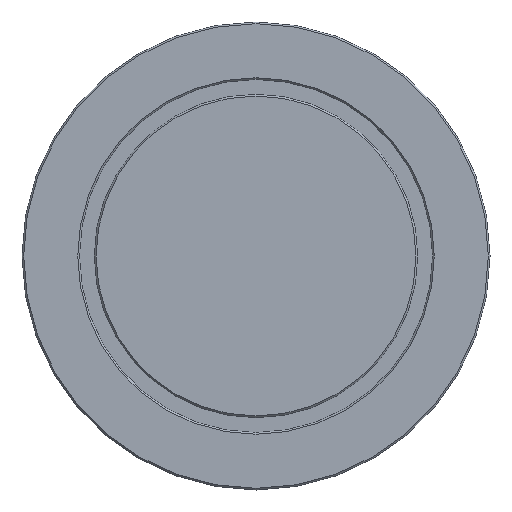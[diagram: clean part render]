
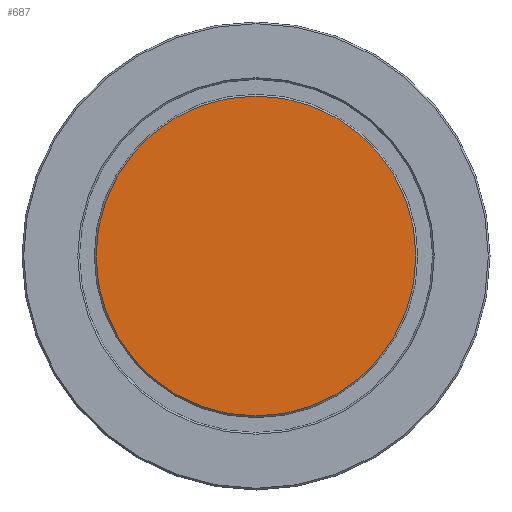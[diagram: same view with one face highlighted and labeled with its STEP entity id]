
A CAD part, front view. The second image highlights one B-rep face of the part: STEP entity #687.
In plain terms, the highlighted planar face has unit normal (0, -1, 0).
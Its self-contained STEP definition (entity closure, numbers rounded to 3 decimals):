
#28 = EDGE_CURVE ( 'NONE', #619, #790, #44, .T. ) ;
#44 = CIRCLE ( 'NONE', #727, 37.6 ) ;
#129 = AXIS2_PLACEMENT_3D ( 'NONE', #510, #752, #827 ) ;
#153 = DIRECTION ( 'NONE',  ( 0., -1., 0. ) ) ;
#228 = CARTESIAN_POINT ( 'NONE',  ( 0., 0., 0. ) ) ;
#331 = CARTESIAN_POINT ( 'NONE',  ( 0., 0., 37.6 ) ) ;
#344 = ORIENTED_EDGE ( 'NONE', *, *, #909, .T. ) ;
#350 = FACE_OUTER_BOUND ( 'NONE', #844, .T. ) ;
#398 = ORIENTED_EDGE ( 'NONE', *, *, #28, .T. ) ;
#434 = AXIS2_PLACEMENT_3D ( 'NONE', #228, #153, #566 ) ;
#510 = CARTESIAN_POINT ( 'NONE',  ( 0., 0., 0. ) ) ;
#566 = DIRECTION ( 'NONE',  ( 0., 0., -1. ) ) ;
#591 = CARTESIAN_POINT ( 'NONE',  ( 0., 0., -37.6 ) ) ;
#612 = DIRECTION ( 'NONE',  ( 0., -1., 0. ) ) ;
#619 = VERTEX_POINT ( 'NONE', #331 ) ;
#687 = ADVANCED_FACE ( 'NONE', ( #350 ), #732, .T. ) ;
#727 = AXIS2_PLACEMENT_3D ( 'NONE', #863, #612, #831 ) ;
#732 = PLANE ( 'NONE',  #434 ) ;
#752 = DIRECTION ( 'NONE',  ( 0., -1., 0. ) ) ;
#790 = VERTEX_POINT ( 'NONE', #591 ) ;
#811 = CIRCLE ( 'NONE', #129, 37.6 ) ;
#827 = DIRECTION ( 'NONE',  ( 0., 0., -1. ) ) ;
#831 = DIRECTION ( 'NONE',  ( 0., 0., -1. ) ) ;
#844 = EDGE_LOOP ( 'NONE', ( #398, #344 ) ) ;
#863 = CARTESIAN_POINT ( 'NONE',  ( 0., 0., 0. ) ) ;
#909 = EDGE_CURVE ( 'NONE', #790, #619, #811, .T. ) ;
